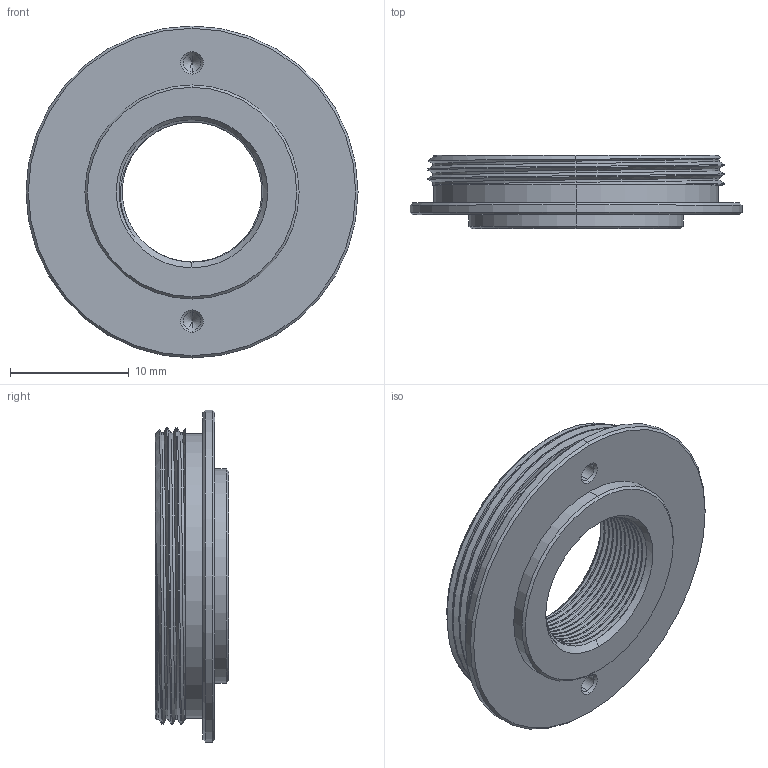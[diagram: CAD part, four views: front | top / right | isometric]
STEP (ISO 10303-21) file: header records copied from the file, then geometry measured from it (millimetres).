
FILE_DESCRIPTION (( 'STEP AP214' ), '1' );
FILE_NAME ('M12-TO-CS-ADAPTER_LP0292_P3001.STEP', '', ( '' ), ( '' ), '', '', '' );
FILE_SCHEMA (( 'AUTOMOTIVE_DESIGN' ));
Length unit declared in the file: millimetre
Products named in the file (1): LP0292_P3001
Bounding box: 28 x 6.17 x 28 mm (x, y, z)
Volume: 2051.4 mm3; surface area: 1936.9 mm2
Topology: 1 solids, 1 shells, 78 faces, 204 edges, 129 vertices
Faces by surface type: cylinder 46, cone 21, plane 6, bspline 5
Entity records: 4747 total; most frequent: CARTESIAN_POINT 3043, ORIENTED_EDGE 400, DIRECTION 303, EDGE_CURVE 200, VERTEX_POINT 129, AXIS2_PLACEMENT_3D 118, EDGE_LOOP 85, FACE_OUTER_BOUND 78
